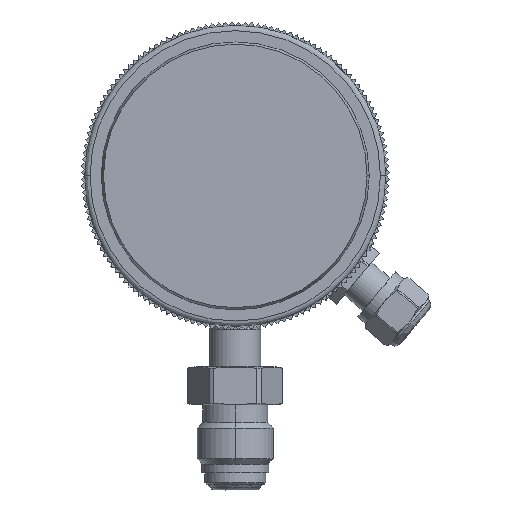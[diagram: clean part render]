
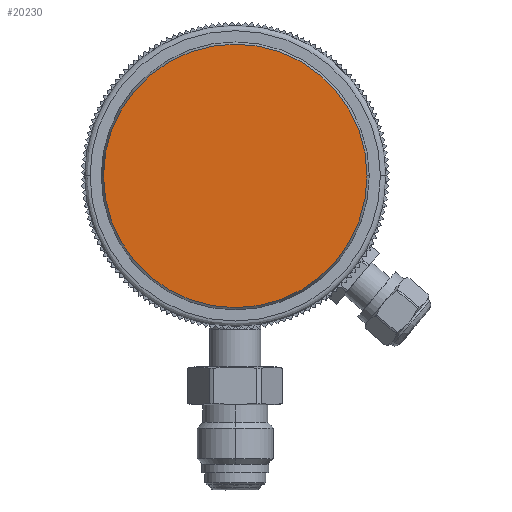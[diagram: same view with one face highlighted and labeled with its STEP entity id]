
A CAD part, top view. The second image highlights one B-rep face of the part: STEP entity #20230.
In plain terms, the highlighted free-form (B-spline) face has degree [1, 1] with [2, 2] control points.
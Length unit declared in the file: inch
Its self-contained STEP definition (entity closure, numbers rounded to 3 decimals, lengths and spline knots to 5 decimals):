
#9598=CARTESIAN_POINT('',(0.,0.,1.46925));
#9599=DIRECTION('',(0.,0.,1.));
#9600=DIRECTION('',(-1.,0.,0.));
#9601=AXIS2_PLACEMENT_3D('',#9598,#9599,#9600);
#9603=CARTESIAN_POINT('',(0.,0.,1.46925));
#9604=DIRECTION('',(0.,0.,-1.));
#9605=DIRECTION('',(-1.,0.,0.));
#9606=AXIS2_PLACEMENT_3D('',#9603,#9604,#9605);
#11536=CARTESIAN_POINT('',(-0.97385,0.,1.46925));
#11538=VERTEX_POINT('',#11536);
#11546=CARTESIAN_POINT('',(0.97385,0.,1.46925));
#11548=VERTEX_POINT('',#11546);
#20220=CARTESIAN_POINT('',(-1.0128,1.0128,
1.46925));
#20221=CARTESIAN_POINT('',(-1.0128,-1.0128,
1.46925));
#20222=CARTESIAN_POINT('',(1.0128,1.0128,1.46925));
#20223=CARTESIAN_POINT('',(1.0128,-1.0128,
1.46925));
#20224=B_SPLINE_SURFACE_WITH_KNOTS('',1,1,((#20220,#20221),(#20222,#20223)),
.UNSPECIFIED.,.F.,.F.,.F.,(2,2),(2,2),(-1.0128,1.0128),(
-1.0128,1.0128),.UNSPECIFIED.);
#20226=ORIENTED_EDGE('',*,*,#20225,.F.);
#20227=ORIENTED_EDGE('',*,*,#20215,.T.);
#20228=EDGE_LOOP('',(#20226,#20227));
#20229=FACE_OUTER_BOUND('',#20228,.F.);
#9602=CIRCLE('',#9601,0.97385);
#9607=CIRCLE('',#9606,0.97385);
#20215=EDGE_CURVE('',#11538,#11548,#9607,.T.);
#20225=EDGE_CURVE('',#11538,#11548,#9602,.T.);
#20230=ADVANCED_FACE('',(#20229),#20224,.F.);
